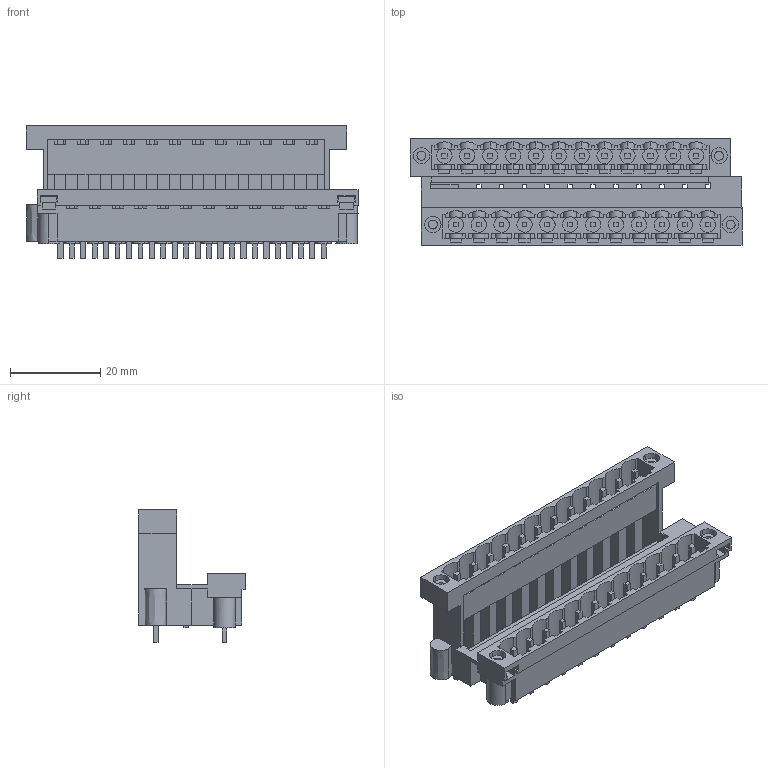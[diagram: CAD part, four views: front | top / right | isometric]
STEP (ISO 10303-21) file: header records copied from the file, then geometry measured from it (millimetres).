
FILE_DESCRIPTION(('CATIA V5 STEP Exchange','CAx-IF Rec.Pracs.--- Model Styling and Organization---1.2---2011-12-15'),'2;1');
FILE_NAME ('D1456918_0_1829110000_1829110000.stp','2018-04-19T13:06:43+00:00',('none'),('Weidmueller'),'CATIA Version 5-6 Release 2014','CATIA V5 STEP AP214','none');
FILE_SCHEMA(('AUTOMOTIVE_DESIGN { 1 0 10303 214 1 1 1 1 }'));
Length unit declared in the file: millimetre
Products named in the file (1): 1829110000
Bounding box: 73.66 x 23.67 x 29.36 mm (x, y, z)
Volume: 10955 mm3; surface area: 19941.5 mm2
Topology: 30 solids, 42 shells, 1161 faces, 3667 edges, 2549 vertices
Faces by surface type: plane 943, cylinder 214, extrusion 4
Entity records: 38695 total; most frequent: CARTESIAN_POINT 8384, ORIENTED_EDGE 7334, DIRECTION 4629, EDGE_CURVE 3667, VECTOR 2921, LINE 2917, VERTEX_POINT 2549, EDGE_LOOP 1260
